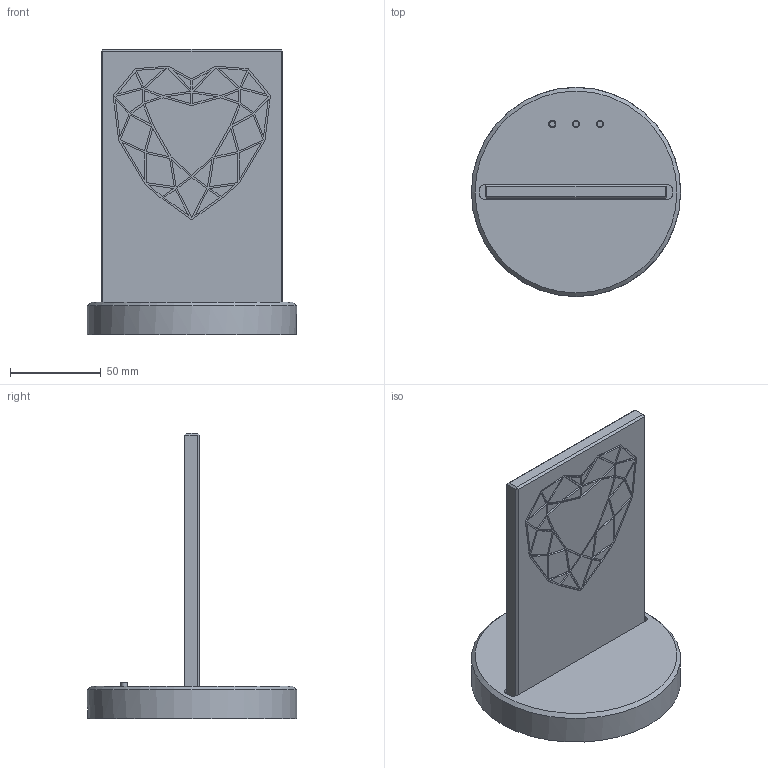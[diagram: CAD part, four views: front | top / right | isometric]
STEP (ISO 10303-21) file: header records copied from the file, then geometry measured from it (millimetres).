
FILE_DESCRIPTION(/* description */ (''),/* implementation_level */ '2;1');
FILE_NAME(/* name */ 'Acrylic_Lamp.step',/* time_stamp */ '2020-12-27T18:52:42+01:00',/* author */ (''),/* organization */ (''),/* preprocessor_version */ 'ST-DEVELOPER v18.1',/* originating_system */ 'Autodesk Translation Framework v9.7.1.1290',/* authorisation */ '');
FILE_SCHEMA (('AUTOMOTIVE_DESIGN { 1 0 10303 214 3 1 1 }'));
Length unit declared in the file: millimetre
Products named in the file (49): Lamp; Box; Acrylic; RGB_Lamp_Controller v1; R_0603_1608Metric; R_0603_1608Metric_1; R_0603_1608Metric_2; R_0603_1608Metric_3; R_0603_1608Metric_4; R_0603_1608Metric_5; R_0603_1608Metric_6; R_0603_1608Metric_7; R_0603_1608Metric_8; R_0603_1608Metric_9; R_0603_1608Metric_10; R_0603_1608Metric_11; R_0603_1608Metric_12; R_0603_1608Metric_13; R_0603_1608Metric_14; SOLID; C_0603_1608Metric; CP_Elec_6.3x5.4; C_0603_1608Metric_1; C_0603_1608Metric_2; CP_Elec_6.3x5.4_1; SOLID (2); C_0603_1608Metric_3; C_0603_1608Metric_4; C_0603_1608Metric_5; C_0603_1608Metric_6; C_0603_1608Metric_7; SOLID (1); LED_0805_2012Metric; SOLID (3); PinHeader_1x06_P2.54mm_Vertical; SOLID (4); SOT-23; SOT-23_1; SOT-23_2; SOLID (5) ...
Assembly tree (74 placements, depth 4):
  Lamp
    Box
    Acrylic
    RGB_Lamp_Controller v1
      R_0603_1608Metric
        SOLID
      R_0603_1608Metric_1
        SOLID
      R_0603_1608Metric_2
        SOLID
      R_0603_1608Metric_3
        SOLID
      R_0603_1608Metric_4
        SOLID
      R_0603_1608Metric_5
        SOLID
      R_0603_1608Metric_6
        SOLID
      R_0603_1608Metric_7
        SOLID
      R_0603_1608Metric_8
        SOLID
      R_0603_1608Metric_9
        SOLID
      R_0603_1608Metric_10
        SOLID
      R_0603_1608Metric_11
        SOLID
      R_0603_1608Metric_12
        SOLID
      R_0603_1608Metric_13
        SOLID
      R_0603_1608Metric_14
        SOLID
      C_0603_1608Metric
        SOLID (1)
      CP_Elec_6.3x5.4
        SOLID (2)
      C_0603_1608Metric_1
        SOLID (1)
      C_0603_1608Metric_2
        SOLID (1)
      CP_Elec_6.3x5.4_1
        SOLID (2)
      C_0603_1608Metric_3
        SOLID (1)
      C_0603_1608Metric_4
        SOLID (1)
      C_0603_1608Metric_5
        SOLID (1)
      C_0603_1608Metric_6
        SOLID (1)
      C_0603_1608Metric_7
        SOLID (1)
      LED_0805_2012Metric
        SOLID (3)
      PinHeader_1x06_P2.54mm_Vertical
        SOLID (4)
      SOT-23
        SOLID (5)
Bounding box: 115 x 115 x 157 mm (x, y, z)
Volume: 208953.8 mm3; surface area: 86872.1 mm2
Topology: 38 solids, 38 shells, 2286 faces, 5876 edges, 3751 vertices
Faces by surface type: plane 1675, cylinder 595, torus 11, bspline 4, cone 1
Full cylindrical faces by diameter (mm): 0.5 x5, 1 x18, 1.1 x12, 3 x3, 3.5 x6, 4 x3, 6.3 x4, 106 x1, 107 x1, 115 x1
Entity records: 42478 total; most frequent: CARTESIAN_POINT 7435, DIRECTION 6867, ORIENTED_EDGE 6804, EDGE_CURVE 3402, LINE 2811, VECTOR 2811, VERTEX_POINT 2162, AXIS2_PLACEMENT_3D 2028
